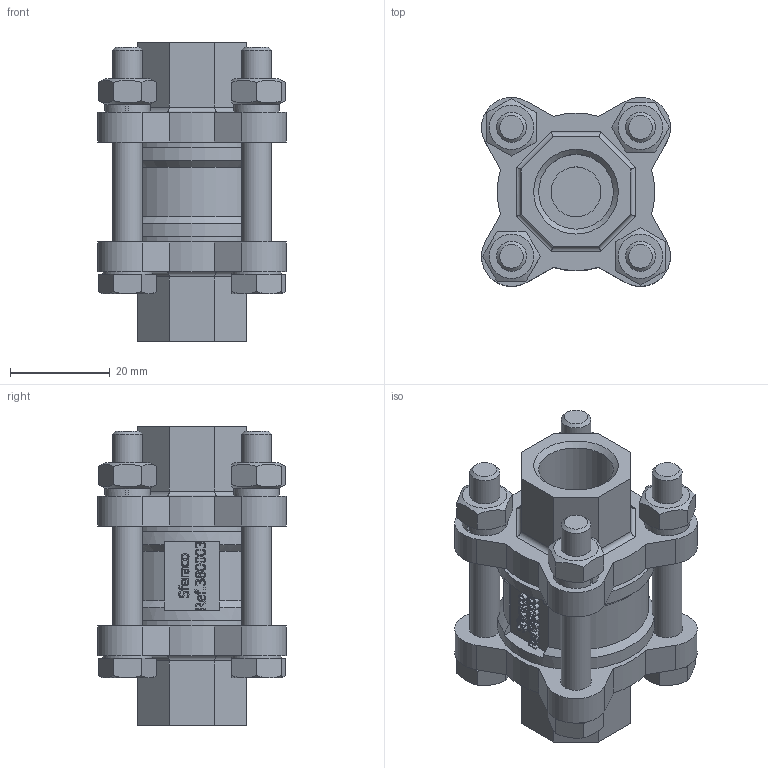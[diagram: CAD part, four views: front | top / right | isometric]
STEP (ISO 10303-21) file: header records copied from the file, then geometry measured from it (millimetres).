
FILE_DESCRIPTION(/* description */ ('380003'),/* implementation_level */ '2;1');
FILE_NAME(/* name */ '380003.stp',/* time_stamp */ '2019-02-07T15:33:40+01:00',/* author */ ('jmorand'),/* organization */ ('Sferaco'),/* preprocessor_version */ 'ST-DEVELOPER v17',/* originating_system */ 'Autodesk Inventor 2019',/* authorisation */ '');
FILE_SCHEMA (('AUTOMOTIVE_DESIGN { 1 0 10303 214 3 1 1 }'));
Length unit declared in the file: millimetre
Products named in the file (1): 380003_bd
Bounding box: 37.81 x 37.81 x 60 mm (x, y, z)
Volume: 38867.5 mm3; surface area: 20982.8 mm2
Topology: 15 solids, 15 shells, 923 faces, 2444 edges, 1616 vertices
Faces by surface type: plane 404, bspline 384, cylinder 85, cone 50
Full cylindrical faces by diameter (mm): 4.917 x4, 6 x4, 6.2 x8, 10 x6, 14.95 x2, 28 x2
Entity records: 32695 total; most frequent: CARTESIAN_POINT 11464, ORIENTED_EDGE 4888, DIRECTION 2932, EDGE_CURVE 2444, VERTEX_POINT 1616, LINE 1276, VECTOR 1276, EDGE_LOOP 1016
